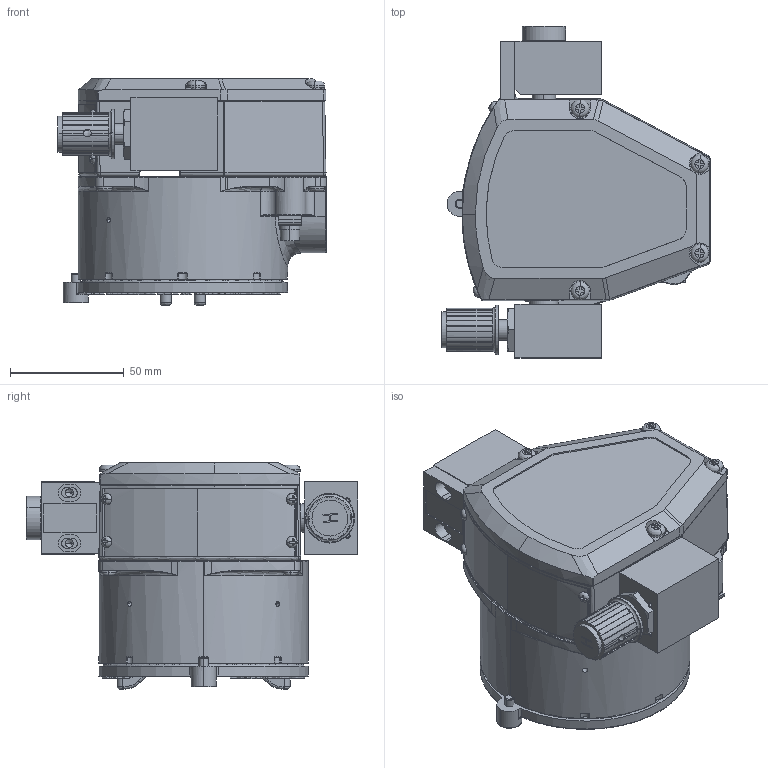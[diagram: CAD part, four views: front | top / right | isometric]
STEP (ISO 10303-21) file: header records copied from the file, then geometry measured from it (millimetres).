
FILE_DESCRIPTION (( 'STEP AP203' ), '1' );
FILE_NAME ('3750C-A-1-B-J-A-0.STEP', '2020-06-09T20:11:04', ( '' ), ( '' ), 'SwSTEP 2.0', 'SolidWorks 2019', '' );
FILE_SCHEMA (( 'CONFIG_CONTROL_DESIGN' ));
Products named in the file (1): 3750C-A-1-B-J-A-0
Bounding box: 117.72 x 145.69 x 99.31 mm (x, y, z)
Volume: 725110.6 mm3; surface area: 148853.2 mm2
Topology: 13 solids, 24 shells, 5197 faces, 12471 edges, 7193 vertices
Faces by surface type: cylinder 1870, bspline 1833, plane 914, torus 431, cone 149
Entity records: 191245 total; most frequent: CARTESIAN_POINT 82022, ORIENTED_EDGE 24372, DIRECTION 21625, EDGE_CURVE 12186, AXIS2_PLACEMENT_3D 8774, VERTEX_POINT 7193, CIRCLE 5409, EDGE_LOOP 5393
